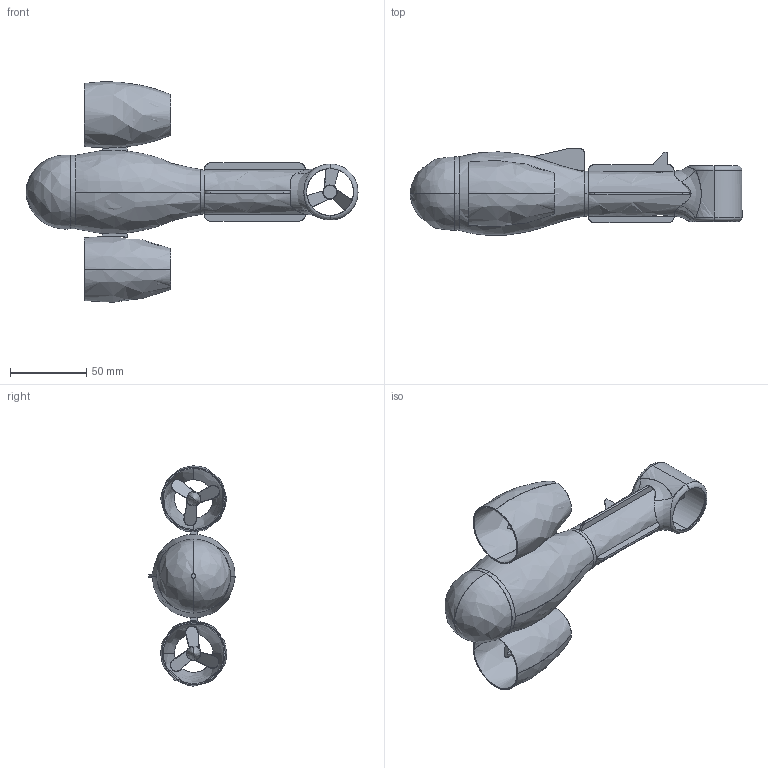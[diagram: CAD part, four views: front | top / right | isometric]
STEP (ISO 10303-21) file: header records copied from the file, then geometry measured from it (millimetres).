
FILE_DESCRIPTION(('FreeCAD Model'),'2;1');
FILE_NAME('Open CASCADE Shape Model','2025-05-05T10:48:35',('FreeCAD'),( 'FreeCAD'),'Open CASCADE STEP processor 7.6','FreeCAD','Unknown');
FILE_SCHEMA(('AUTOMOTIVE_DESIGN { 1 0 10303 214 1 1 1 1 }'));
Length unit declared in the file: millimetre
Products named in the file (1): Open CASCADE STEP translator 7.6 1
Bounding box: 217.03 x 56.82 x 144.14 mm (x, y, z)
Surface area: 94418.9 mm2 (no closed solid volume)
Topology: 0 solids, 218 shells, 218 faces, 3183 edges, 3175 vertices
Faces by surface type: bspline 218
Entity records: 32678 total; most frequent: CARTESIAN_POINT 18997, ORIENTED_EDGE 3175, EDGE_CURVE 3175, VERTEX_POINT 3175, B_SPLINE_CURVE_WITH_KNOTS 2907, FACE_BOUND 236, EDGE_LOOP 236, SHELL_BASED_SURFACE_MODEL 218
